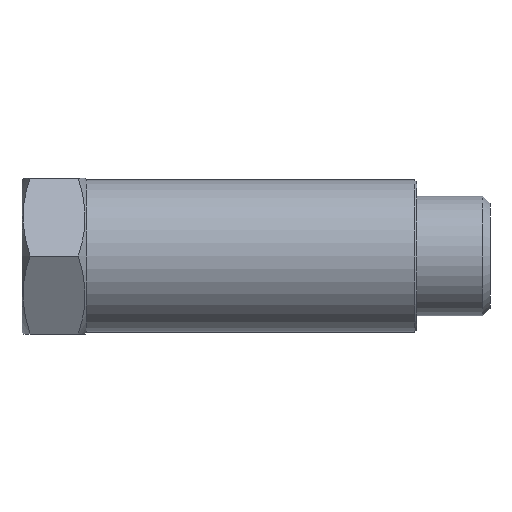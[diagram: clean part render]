
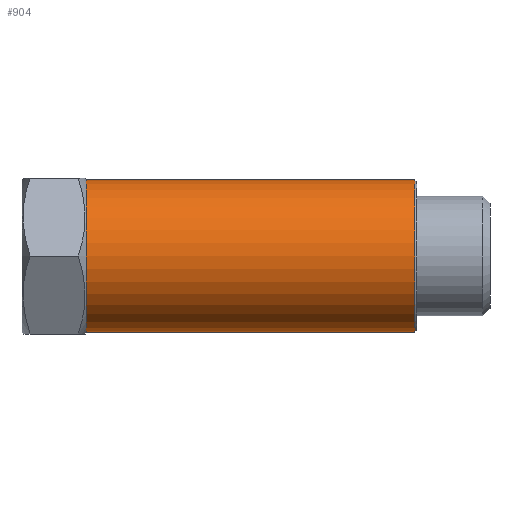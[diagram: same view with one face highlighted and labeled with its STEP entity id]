
A CAD part, left-side view. The second image highlights one B-rep face of the part: STEP entity #904.
In plain terms, the highlighted cylindrical face has radius 8.3 mm (diameter 16.6 mm), a partial arc.
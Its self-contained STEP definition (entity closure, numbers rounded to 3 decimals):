
#247 = CARTESIAN_POINT ( 'NONE',  ( 0., 8.2, 8.3 ) ) ;
#250 = CARTESIAN_POINT ( 'NONE',  ( 0., 44., -8.3 ) ) ;
#256 = CARTESIAN_POINT ( 'NONE',  ( 0., 44., 8.3 ) ) ;
#285 = CARTESIAN_POINT ( 'NONE',  ( 0., 8.2, -8.3 ) ) ;
#389 = DIRECTION ( 'NONE',  ( 0., 0., -1. ) ) ;
#390 = DIRECTION ( 'NONE',  ( 0., -1., 0. ) ) ;
#391 = CARTESIAN_POINT ( 'NONE',  ( 0., -10.197, 0. ) ) ;
#392 = AXIS2_PLACEMENT_3D ( 'NONE', #391, #390, #389 ) ;
#393 = CYLINDRICAL_SURFACE ( 'NONE', #392, 8.3 ) ;
#394 = FACE_OUTER_BOUND ( 'NONE', #908, .T. ) ;
#415 = LINE ( 'NONE', #471, #464 ) ;
#421 = DIRECTION ( 'NONE',  ( 0., 0., -1. ) ) ;
#422 = DIRECTION ( 'NONE',  ( 0., -1., 0. ) ) ;
#423 = CARTESIAN_POINT ( 'NONE',  ( 0., 8.2, 0. ) ) ;
#424 = AXIS2_PLACEMENT_3D ( 'NONE', #423, #422, #421 ) ;
#444 = CIRCLE ( 'NONE', #424, 8.3 ) ;
#463 = DIRECTION ( 'NONE',  ( 0., -1., 0. ) ) ;
#464 = VECTOR ( 'NONE', #463, 1000. ) ;
#471 = CARTESIAN_POINT ( 'NONE',  ( 0., -10.197, -8.3 ) ) ;
#478 = LINE ( 'NONE', #528, #527 ) ;
#526 = DIRECTION ( 'NONE',  ( 0., -1., 0. ) ) ;
#527 = VECTOR ( 'NONE', #526, 1000. ) ;
#528 = CARTESIAN_POINT ( 'NONE',  ( 0., -10.197, 8.3 ) ) ;
#569 = DIRECTION ( 'NONE',  ( 0., 0., -1. ) ) ;
#570 = DIRECTION ( 'NONE',  ( 0., -1., 0. ) ) ;
#583 = CARTESIAN_POINT ( 'NONE',  ( 0., 44., 0. ) ) ;
#584 = AXIS2_PLACEMENT_3D ( 'NONE', #583, #570, #569 ) ;
#585 = CIRCLE ( 'NONE', #584, 8.3 ) ;
#817 = VERTEX_POINT ( 'NONE', #256 ) ;
#819 = VERTEX_POINT ( 'NONE', #250 ) ;
#823 = VERTEX_POINT ( 'NONE', #247 ) ;
#833 = VERTEX_POINT ( 'NONE', #285 ) ;
#904 = ADVANCED_FACE ( 'NONE', ( #394 ), #393, .T. ) ;
#908 = EDGE_LOOP ( 'NONE', ( #915, #916, #917, #919 ) ) ;
#915 = ORIENTED_EDGE ( 'NONE', *, *, #953, .F. ) ;
#916 = ORIENTED_EDGE ( 'NONE', *, *, #980, .T. ) ;
#917 = ORIENTED_EDGE ( 'NONE', *, *, #927, .T. ) ;
#918 = EDGE_CURVE ( 'NONE', #823, #833, #444, .T. ) ;
#919 = ORIENTED_EDGE ( 'NONE', *, *, #918, .F. ) ;
#927 = EDGE_CURVE ( 'NONE', #819, #833, #415, .T. ) ;
#953 = EDGE_CURVE ( 'NONE', #817, #823, #478, .T. ) ;
#980 = EDGE_CURVE ( 'NONE', #817, #819, #585, .T. ) ;
